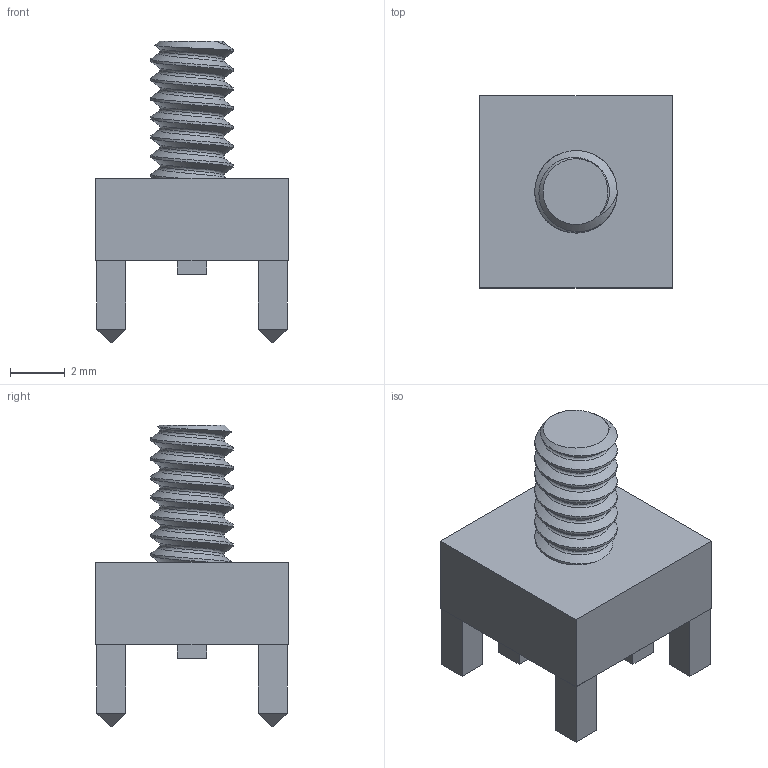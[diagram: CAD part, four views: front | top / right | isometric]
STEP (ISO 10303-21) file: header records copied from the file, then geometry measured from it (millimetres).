
FILE_DESCRIPTION(/* description */ (''),/* implementation_level */ '2;1');
FILE_NAME(/* name */ 'Wurth 74651173.step',/* time_stamp */ '2022-08-06T00:23:25+01:00',/* author */ (''),/* organization */ (''),/* preprocessor_version */ 'ST-DEVELOPER v19',/* originating_system */ 'Autodesk Translation Framework v11.7.0.108',/* authorisation */ '');
FILE_SCHEMA (('AUTOMOTIVE_DESIGN { 1 0 10303 214 3 1 1 }'));
Length unit declared in the file: millimetre
Products named in the file (1): Wurth 74651173
Bounding box: 7 x 7 x 11 mm (x, y, z)
Volume: 189.4 mm3; surface area: 296.8 mm2
Topology: 1 solids, 2 shells, 83 faces, 197 edges, 128 vertices
Faces by surface type: plane 69, cylinder 8, bspline 5, cone 1
Full cylindrical faces by diameter (mm): 3 x6
Entity records: 4231 total; most frequent: CARTESIAN_POINT 2351, ORIENTED_EDGE 394, DIRECTION 328, EDGE_CURVE 197, LINE 164, VECTOR 164, VERTEX_POINT 128, EDGE_LOOP 93
